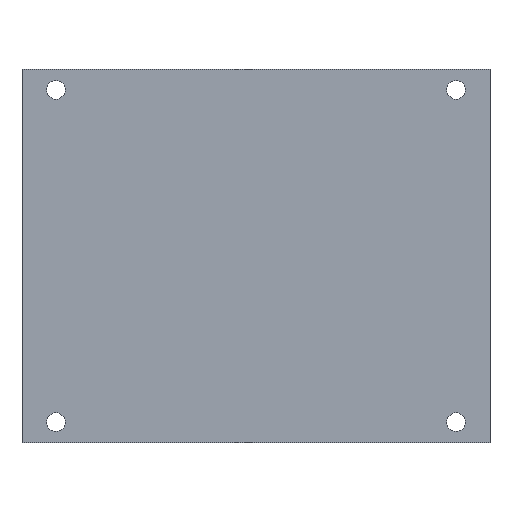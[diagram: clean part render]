
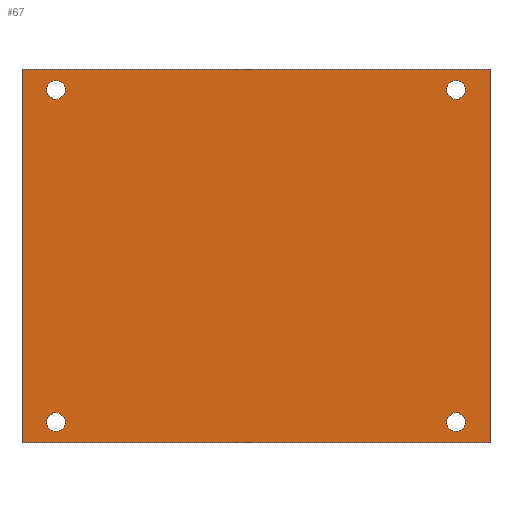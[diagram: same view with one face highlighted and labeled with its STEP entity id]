
A CAD part, top view. The second image highlights one B-rep face of the part: STEP entity #67.
In plain terms, the highlighted planar face has unit normal (0, 0, 1).
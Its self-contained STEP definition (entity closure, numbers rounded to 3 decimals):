
#4 = DIRECTION ( 'NONE',  ( -1., 0., 0. ) ) ;
#6 = DIRECTION ( 'NONE',  ( 0., 0., 1. ) ) ;
#7 = VERTEX_POINT ( 'NONE', #235 ) ;
#8 = EDGE_CURVE ( 'NONE', #494, #7, #155, .T. ) ;
#9 = LINE ( 'NONE', #88, #53 ) ;
#10 = LINE ( 'NONE', #44, #261 ) ;
#11 = DIRECTION ( 'NONE',  ( 1., 0., 0. ) ) ;
#15 = CARTESIAN_POINT ( 'NONE',  ( -50.4, 40., 3.175 ) ) ;
#19 = CIRCLE ( 'NONE', #406, 2.25 ) ;
#26 = DIRECTION ( 'NONE',  ( 1., 0., 0. ) ) ;
#32 = VERTEX_POINT ( 'NONE', #347 ) ;
#35 = FACE_BOUND ( 'NONE', #450, .T. ) ;
#37 = EDGE_CURVE ( 'NONE', #7, #217, #10, .T. ) ;
#44 = CARTESIAN_POINT ( 'NONE',  ( -56.325, -45., 3.175 ) ) ;
#53 = VECTOR ( 'NONE', #277, 1000. ) ;
#56 = DIRECTION ( 'NONE',  ( 1., 0., 0. ) ) ;
#62 = ORIENTED_EDGE ( 'NONE', *, *, #361, .F. ) ;
#64 = VERTEX_POINT ( 'NONE', #421 ) ;
#67 = ADVANCED_FACE ( 'NONE', ( #35, #382, #465, #120, #472 ), #196, .F. ) ;
#68 = AXIS2_PLACEMENT_3D ( 'NONE', #98, #280, #356 ) ;
#71 = EDGE_CURVE ( 'NONE', #32, #484, #380, .T. ) ;
#72 = ORIENTED_EDGE ( 'NONE', *, *, #136, .F. ) ;
#75 = VECTOR ( 'NONE', #306, 1000. ) ;
#77 = VERTEX_POINT ( 'NONE', #164 ) ;
#84 = CARTESIAN_POINT ( 'NONE',  ( 48.15, -40., 3.175 ) ) ;
#85 = AXIS2_PLACEMENT_3D ( 'NONE', #197, #6, #469 ) ;
#88 = CARTESIAN_POINT ( 'NONE',  ( 56.325, -45., 3.175 ) ) ;
#98 = CARTESIAN_POINT ( 'NONE',  ( 48.15, 40., 3.175 ) ) ;
#99 = EDGE_LOOP ( 'NONE', ( #210, #157 ) ) ;
#100 = AXIS2_PLACEMENT_3D ( 'NONE', #345, #386, #4 ) ;
#103 = VERTEX_POINT ( 'NONE', #438 ) ;
#105 = ORIENTED_EDGE ( 'NONE', *, *, #167, .T. ) ;
#111 = EDGE_CURVE ( 'NONE', #64, #113, #285, .T. ) ;
#113 = VERTEX_POINT ( 'NONE', #400 ) ;
#120 = FACE_OUTER_BOUND ( 'NONE', #257, .T. ) ;
#123 = CARTESIAN_POINT ( 'NONE',  ( -48.15, -40., 3.175 ) ) ;
#127 = CARTESIAN_POINT ( 'NONE',  ( -56.325, 45., 3.175 ) ) ;
#131 = DIRECTION ( 'NONE',  ( 1., 0., 0. ) ) ;
#136 = EDGE_CURVE ( 'NONE', #379, #77, #381, .T. ) ;
#139 = CIRCLE ( 'NONE', #85, 2.25 ) ;
#140 = DIRECTION ( 'NONE',  ( -1., 0., 0. ) ) ;
#155 = LINE ( 'NONE', #309, #75 ) ;
#157 = ORIENTED_EDGE ( 'NONE', *, *, #223, .F. ) ;
#163 = CARTESIAN_POINT ( 'NONE',  ( 45.9, -40., 3.175 ) ) ;
#164 = CARTESIAN_POINT ( 'NONE',  ( 45.9, 40., 3.175 ) ) ;
#167 = EDGE_CURVE ( 'NONE', #103, #494, #477, .T. ) ;
#169 = CARTESIAN_POINT ( 'NONE',  ( -48.15, 40., 3.175 ) ) ;
#176 = CARTESIAN_POINT ( 'NONE',  ( -48.15, -40., 3.175 ) ) ;
#187 = ORIENTED_EDGE ( 'NONE', *, *, #8, .T. ) ;
#193 = VERTEX_POINT ( 'NONE', #15 ) ;
#196 = PLANE ( 'NONE',  #100 ) ;
#197 = CARTESIAN_POINT ( 'NONE',  ( 48.15, 40., 3.175 ) ) ;
#198 = AXIS2_PLACEMENT_3D ( 'NONE', #410, #268, #26 ) ;
#208 = ORIENTED_EDGE ( 'NONE', *, *, #111, .F. ) ;
#210 = ORIENTED_EDGE ( 'NONE', *, *, #325, .F. ) ;
#214 = DIRECTION ( 'NONE',  ( 1., 0., 0. ) ) ;
#217 = VERTEX_POINT ( 'NONE', #319 ) ;
#222 = CIRCLE ( 'NONE', #262, 2.25 ) ;
#223 = EDGE_CURVE ( 'NONE', #193, #226, #19, .T. ) ;
#226 = VERTEX_POINT ( 'NONE', #283 ) ;
#227 = EDGE_LOOP ( 'NONE', ( #72, #239 ) ) ;
#228 = AXIS2_PLACEMENT_3D ( 'NONE', #84, #468, #272 ) ;
#229 = VECTOR ( 'NONE', #140, 1000. ) ;
#233 = DIRECTION ( 'NONE',  ( 1., 0., 0. ) ) ;
#235 = CARTESIAN_POINT ( 'NONE',  ( -56.325, -45., 3.175 ) ) ;
#239 = ORIENTED_EDGE ( 'NONE', *, *, #471, .F. ) ;
#240 = DIRECTION ( 'NONE',  ( 0., 0., 1. ) ) ;
#257 = EDGE_LOOP ( 'NONE', ( #265, #105, #187, #458 ) ) ;
#260 = ORIENTED_EDGE ( 'NONE', *, *, #493, .F. ) ;
#261 = VECTOR ( 'NONE', #233, 1000. ) ;
#262 = AXIS2_PLACEMENT_3D ( 'NONE', #338, #464, #214 ) ;
#263 = CIRCLE ( 'NONE', #466, 2.25 ) ;
#265 = ORIENTED_EDGE ( 'NONE', *, *, #459, .T. ) ;
#268 = DIRECTION ( 'NONE',  ( 0., 0., 1. ) ) ;
#272 = DIRECTION ( 'NONE',  ( 1., 0., 0. ) ) ;
#277 = DIRECTION ( 'NONE',  ( 0., 1., 0. ) ) ;
#280 = DIRECTION ( 'NONE',  ( 0., 0., 1. ) ) ;
#283 = CARTESIAN_POINT ( 'NONE',  ( -45.9, 40., 3.175 ) ) ;
#285 = CIRCLE ( 'NONE', #369, 2.25 ) ;
#296 = CARTESIAN_POINT ( 'NONE',  ( 50.4, 40., 3.175 ) ) ;
#306 = DIRECTION ( 'NONE',  ( 0., -1., 0. ) ) ;
#309 = CARTESIAN_POINT ( 'NONE',  ( -56.325, -45., 3.175 ) ) ;
#316 = DIRECTION ( 'NONE',  ( 0., 0., 1. ) ) ;
#319 = CARTESIAN_POINT ( 'NONE',  ( 56.325, -45., 3.175 ) ) ;
#325 = EDGE_CURVE ( 'NONE', #226, #193, #399, .T. ) ;
#338 = CARTESIAN_POINT ( 'NONE',  ( 48.15, -40., 3.175 ) ) ;
#339 = EDGE_LOOP ( 'NONE', ( #208, #260 ) ) ;
#345 = CARTESIAN_POINT ( 'NONE',  ( 0., 0., 3.175 ) ) ;
#347 = CARTESIAN_POINT ( 'NONE',  ( 50.4, -40., 3.175 ) ) ;
#351 = DIRECTION ( 'NONE',  ( 0., 0., 1. ) ) ;
#356 = DIRECTION ( 'NONE',  ( 1., 0., 0. ) ) ;
#361 = EDGE_CURVE ( 'NONE', #484, #32, #222, .T. ) ;
#363 = CARTESIAN_POINT ( 'NONE',  ( -56.325, 45., 3.175 ) ) ;
#369 = AXIS2_PLACEMENT_3D ( 'NONE', #176, #351, #56 ) ;
#379 = VERTEX_POINT ( 'NONE', #296 ) ;
#380 = CIRCLE ( 'NONE', #228, 2.25 ) ;
#381 = CIRCLE ( 'NONE', #68, 2.25 ) ;
#382 = FACE_BOUND ( 'NONE', #99, .T. ) ;
#386 = DIRECTION ( 'NONE',  ( 0., 0., -1. ) ) ;
#399 = CIRCLE ( 'NONE', #198, 2.25 ) ;
#400 = CARTESIAN_POINT ( 'NONE',  ( -50.4, -40., 3.175 ) ) ;
#406 = AXIS2_PLACEMENT_3D ( 'NONE', #169, #316, #131 ) ;
#410 = CARTESIAN_POINT ( 'NONE',  ( -48.15, 40., 3.175 ) ) ;
#421 = CARTESIAN_POINT ( 'NONE',  ( -45.9, -40., 3.175 ) ) ;
#436 = ORIENTED_EDGE ( 'NONE', *, *, #71, .F. ) ;
#438 = CARTESIAN_POINT ( 'NONE',  ( 56.325, 45., 3.175 ) ) ;
#450 = EDGE_LOOP ( 'NONE', ( #436, #62 ) ) ;
#458 = ORIENTED_EDGE ( 'NONE', *, *, #37, .T. ) ;
#459 = EDGE_CURVE ( 'NONE', #217, #103, #9, .T. ) ;
#464 = DIRECTION ( 'NONE',  ( 0., 0., 1. ) ) ;
#465 = FACE_BOUND ( 'NONE', #339, .T. ) ;
#466 = AXIS2_PLACEMENT_3D ( 'NONE', #123, #240, #11 ) ;
#468 = DIRECTION ( 'NONE',  ( 0., 0., 1. ) ) ;
#469 = DIRECTION ( 'NONE',  ( 1., 0., 0. ) ) ;
#471 = EDGE_CURVE ( 'NONE', #77, #379, #139, .T. ) ;
#472 = FACE_BOUND ( 'NONE', #227, .T. ) ;
#477 = LINE ( 'NONE', #363, #229 ) ;
#484 = VERTEX_POINT ( 'NONE', #163 ) ;
#493 = EDGE_CURVE ( 'NONE', #113, #64, #263, .T. ) ;
#494 = VERTEX_POINT ( 'NONE', #127 ) ;
